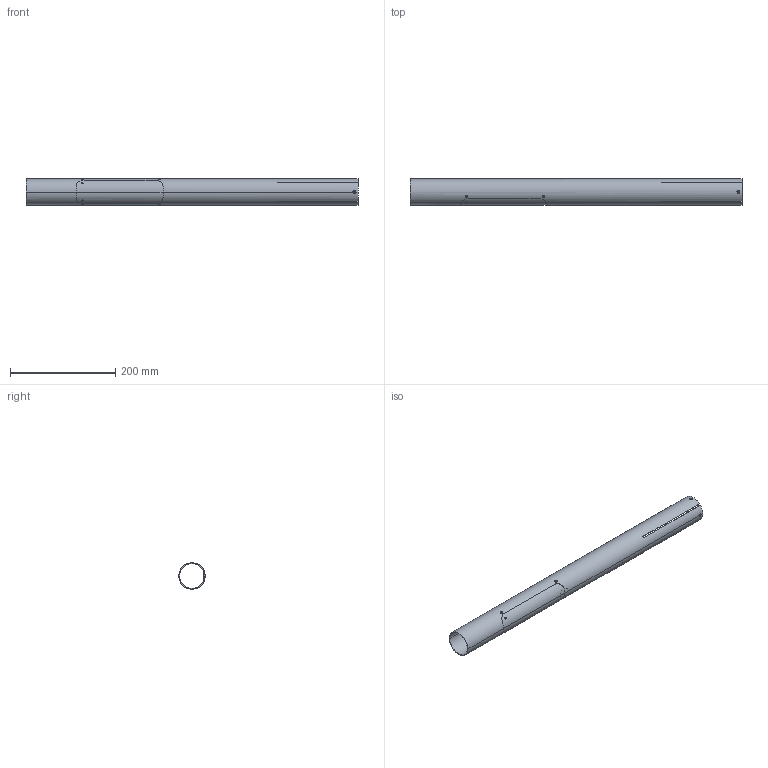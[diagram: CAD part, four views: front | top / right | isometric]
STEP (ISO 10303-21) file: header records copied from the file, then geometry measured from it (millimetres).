
FILE_DESCRIPTION(('STEP AP214'),'1');
FILE_NAME('Fuselage.stp','2023-11-08T07:10:30',(' '),(' '),'Spatial InterOp 3D',' ',' ');
FILE_SCHEMA(('AUTOMOTIVE_DESIGN { 1 0 10303 214 1 1 1 1 }'));
Length unit declared in the file: metre
Products named in the file (2): Fuselage
Assembly tree (1 placements, depth 2):
  Fuselage
    Fuselage
Bounding box: 630 x 50 x 50 mm (x, y, z)
Volume: 141509.4 mm3; surface area: 192311.4 mm2
Topology: 2 solids, 2 shells, 173 faces, 470 edges, 295 vertices
Faces by surface type: cylinder 80, plane 59, cone 22, bspline 8, torus 4
Entity records: 10065 total; most frequent: CARTESIAN_POINT 5759, ORIENTED_EDGE 940, DIRECTION 809, EDGE_CURVE 470, VERTEX_POINT 295, AXIS2_PLACEMENT_3D 289, LINE 231, VECTOR 231
